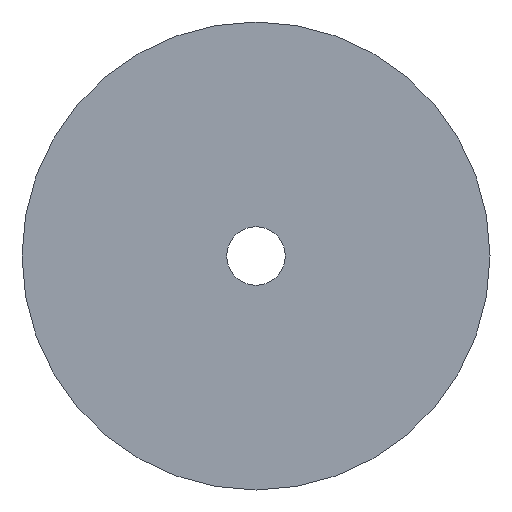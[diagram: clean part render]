
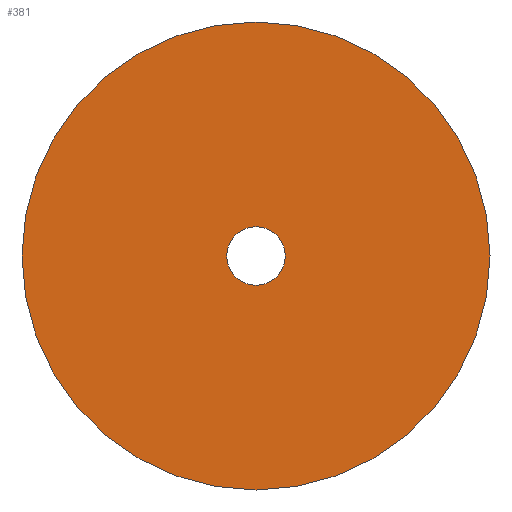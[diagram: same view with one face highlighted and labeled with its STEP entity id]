
A CAD part, front view. The second image highlights one B-rep face of the part: STEP entity #381.
In plain terms, the highlighted planar face has unit normal (0, -1, 0).
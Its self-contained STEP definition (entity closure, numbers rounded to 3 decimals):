
#25 = CIRCLE ( 'NONE', #610, 2.5 ) ;
#29 = DIRECTION ( 'NONE',  ( 0., 0., 1. ) ) ;
#37 = FACE_BOUND ( 'NONE', #614, .T. ) ;
#42 = ORIENTED_EDGE ( 'NONE', *, *, #480, .F. ) ;
#68 = CARTESIAN_POINT ( 'NONE',  ( 0., 0., 20. ) ) ;
#87 = CARTESIAN_POINT ( 'NONE',  ( 0., 0., 0. ) ) ;
#94 = AXIS2_PLACEMENT_3D ( 'NONE', #605, #317, #372 ) ;
#104 = EDGE_LOOP ( 'NONE', ( #498, #42 ) ) ;
#109 = CARTESIAN_POINT ( 'NONE',  ( 0., 0., 0. ) ) ;
#128 = EDGE_CURVE ( 'NONE', #723, #683, #418, .T. ) ;
#172 = DIRECTION ( 'NONE',  ( 0., 0., 1. ) ) ;
#269 = FACE_OUTER_BOUND ( 'NONE', #104, .T. ) ;
#298 = VERTEX_POINT ( 'NONE', #468 ) ;
#317 = DIRECTION ( 'NONE',  ( 0., 1., 0. ) ) ;
#329 = CARTESIAN_POINT ( 'NONE',  ( 0., 0., 0. ) ) ;
#332 = DIRECTION ( 'NONE',  ( 0., -1., 0. ) ) ;
#349 = VERTEX_POINT ( 'NONE', #68 ) ;
#357 = ORIENTED_EDGE ( 'NONE', *, *, #128, .F. ) ;
#372 = DIRECTION ( 'NONE',  ( 0., 0., 1. ) ) ;
#376 = PLANE ( 'NONE',  #94 ) ;
#381 = ADVANCED_FACE ( 'NONE', ( #37, #269 ), #376, .F. ) ;
#418 = CIRCLE ( 'NONE', #443, 2.5 ) ;
#422 = DIRECTION ( 'NONE',  ( 0., -1., 0. ) ) ;
#443 = AXIS2_PLACEMENT_3D ( 'NONE', #592, #422, #705 ) ;
#459 = AXIS2_PLACEMENT_3D ( 'NONE', #109, #497, #172 ) ;
#468 = CARTESIAN_POINT ( 'NONE',  ( 0., 0., -20. ) ) ;
#480 = EDGE_CURVE ( 'NONE', #349, #298, #709, .T. ) ;
#486 = CIRCLE ( 'NONE', #459, 20. ) ;
#497 = DIRECTION ( 'NONE',  ( 0., 1., 0. ) ) ;
#498 = ORIENTED_EDGE ( 'NONE', *, *, #560, .F. ) ;
#507 = CARTESIAN_POINT ( 'NONE',  ( 0., 0., 2.5 ) ) ;
#515 = CARTESIAN_POINT ( 'NONE',  ( 0., 0., -2.5 ) ) ;
#517 = AXIS2_PLACEMENT_3D ( 'NONE', #87, #596, #29 ) ;
#526 = EDGE_CURVE ( 'NONE', #683, #723, #25, .T. ) ;
#560 = EDGE_CURVE ( 'NONE', #298, #349, #486, .T. ) ;
#566 = DIRECTION ( 'NONE',  ( 0., 0., -1. ) ) ;
#592 = CARTESIAN_POINT ( 'NONE',  ( 0., 0., 0. ) ) ;
#596 = DIRECTION ( 'NONE',  ( 0., 1., 0. ) ) ;
#605 = CARTESIAN_POINT ( 'NONE',  ( 0., 0., 0. ) ) ;
#610 = AXIS2_PLACEMENT_3D ( 'NONE', #329, #332, #566 ) ;
#614 = EDGE_LOOP ( 'NONE', ( #357, #649 ) ) ;
#649 = ORIENTED_EDGE ( 'NONE', *, *, #526, .F. ) ;
#683 = VERTEX_POINT ( 'NONE', #507 ) ;
#705 = DIRECTION ( 'NONE',  ( 0., 0., -1. ) ) ;
#709 = CIRCLE ( 'NONE', #517, 20. ) ;
#723 = VERTEX_POINT ( 'NONE', #515 ) ;
